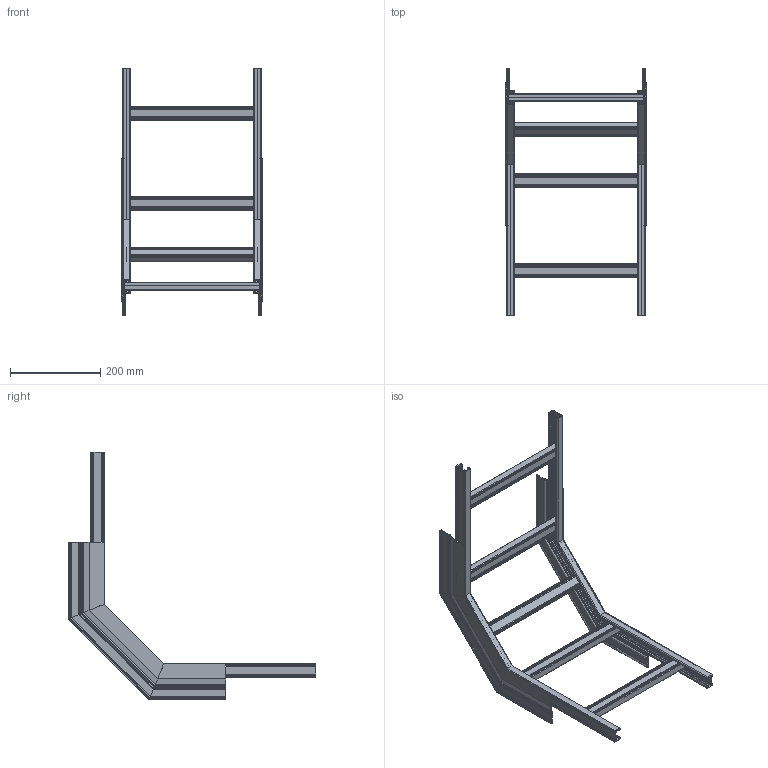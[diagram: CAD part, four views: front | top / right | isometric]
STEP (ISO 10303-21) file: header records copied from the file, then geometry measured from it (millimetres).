
FILE_DESCRIPTION (( 'STEP AP203' ), '1' );
FILE_NAME ('Ñïóñê 90 300 ìì.STEP', '2025-05-06T13:59:50', ( '' ), ( '' ), 'SwSTEP 2.0', 'SolidWorks 2022', '' );
FILE_SCHEMA (( 'CONFIG_CONTROL_DESIGN' ));
Length unit declared in the file: millimetre
Products named in the file (8): С-профиль для Х-отвода 300мм; С-профиль 90град вниз центр 212.13мм; Стенка 90 левый 170.71мм ; С-профиль 90град вниз лев 350мм; Стенка 90 центр253,55мм; Спуск 90 300 мм; С-профиль 90град вниз прав 350мм; Стенка 90 правый 170.71мм
Assembly tree (17 placements, depth 2):
  Спуск 90 300 мм
    С-профиль 90град вниз лев 350мм  x2
    С-профиль 90град вниз прав 350мм  x2
    С-профиль для Х-отвода 300мм  x5
    С-профиль 90град вниз центр 212.13мм  x2
    Стенка 90 правый 170.71мм  x2
    Стенка 90 левый 170.71мм   x2
    Стенка 90 центр253,55мм  x2
Bounding box: 311 x 550 x 550 mm (x, y, z)
Volume: 755990.4 mm3; surface area: 746084.5 mm2
Topology: 17 solids, 17 shells, 1300 faces, 3798 edges, 2532 vertices
Faces by surface type: cylinder 756, plane 544
Entity records: 18905 total; most frequent: CARTESIAN_POINT 4276, ORIENTED_EDGE 3150, DIRECTION 2595, EDGE_CURVE 1575, VERTEX_POINT 1050, VECTOR 945, LINE 945, AXIS2_PLACEMENT_3D 825
